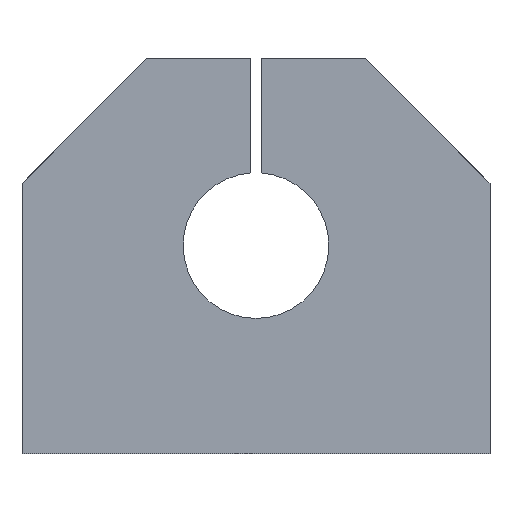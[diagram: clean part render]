
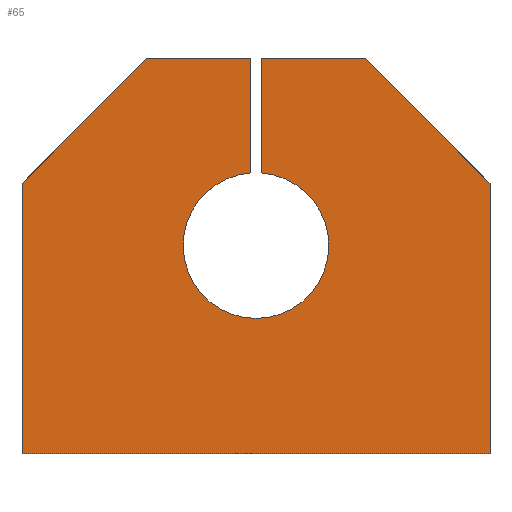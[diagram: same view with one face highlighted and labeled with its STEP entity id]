
A CAD part, front view. The second image highlights one B-rep face of the part: STEP entity #65.
In plain terms, the highlighted planar face has unit normal (0, -1, 0).
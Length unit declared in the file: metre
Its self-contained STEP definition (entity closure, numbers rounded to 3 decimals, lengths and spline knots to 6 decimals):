
#65 = ADVANCED_FACE( '', ( #149 ), #150, .F. );
#149 = FACE_OUTER_BOUND( '', #258, .T. );
#150 = PLANE( '', #259 );
#258 = EDGE_LOOP( '', ( #382, #383, #384, #385, #386, #387, #388, #389, #390, #391 ) );
#259 = AXIS2_PLACEMENT_3D( '', #392, #393, #394 );
#382 = ORIENTED_EDGE( '', *, *, #599, .T. );
#383 = ORIENTED_EDGE( '', *, *, #600, .F. );
#384 = ORIENTED_EDGE( '', *, *, #601, .F. );
#385 = ORIENTED_EDGE( '', *, *, #602, .F. );
#386 = ORIENTED_EDGE( '', *, *, #603, .F. );
#387 = ORIENTED_EDGE( '', *, *, #581, .F. );
#388 = ORIENTED_EDGE( '', *, *, #604, .F. );
#389 = ORIENTED_EDGE( '', *, *, #605, .F. );
#390 = ORIENTED_EDGE( '', *, *, #585, .T. );
#391 = ORIENTED_EDGE( '', *, *, #606, .T. );
#392 = CARTESIAN_POINT( '', ( -0.0225, -0.01, 0. ) );
#393 = DIRECTION( '', ( 0., 1., 0. ) );
#394 = DIRECTION( '', ( 0., 0., 1. ) );
#581 = EDGE_CURVE( '', #673, #675, #676, .T. );
#585 = EDGE_CURVE( '', #682, #679, #683, .T. );
#599 = EDGE_CURVE( '', #705, #706, #707, .T. );
#600 = EDGE_CURVE( '', #708, #706, #709, .T. );
#601 = EDGE_CURVE( '', #710, #708, #711, .T. );
#602 = EDGE_CURVE( '', #712, #710, #713, .T. );
#603 = EDGE_CURVE( '', #675, #712, #714, .T. );
#604 = EDGE_CURVE( '', #715, #673, #716, .T. );
#605 = EDGE_CURVE( '', #682, #715, #717, .T. );
#606 = EDGE_CURVE( '', #679, #705, #718, .T. );
#673 = VERTEX_POINT( '', #886 );
#675 = VERTEX_POINT( '', #889 );
#676 = LINE( '', #890, #891 );
#679 = VERTEX_POINT( '', #895 );
#682 = VERTEX_POINT( '', #899 );
#683 = LINE( '', #900, #901 );
#705 = VERTEX_POINT( '', #929 );
#706 = VERTEX_POINT( '', #930 );
#707 = LINE( '', #931, #932 );
#708 = VERTEX_POINT( '', #933 );
#709 = LINE( '', #934, #935 );
#710 = VERTEX_POINT( '', #936 );
#711 = LINE( '', #937, #938 );
#712 = VERTEX_POINT( '', #939 );
#713 = LINE( '', #940, #941 );
#714 = LINE( '', #942, #943 );
#715 = VERTEX_POINT( '', #944 );
#716 = LINE( '', #945, #946 );
#717 = LINE( '', #947, #948 );
#718 = CIRCLE( '', #949, 0.007 );
#886 = CARTESIAN_POINT( '', ( 0.0225, -0.01, 0.026 ) );
#889 = CARTESIAN_POINT( '', ( 0.0225, -0.01, 0. ) );
#890 = CARTESIAN_POINT( '', ( 0.0225, -0.01, 0.026 ) );
#891 = VECTOR( '', #1060, 1. );
#895 = CARTESIAN_POINT( '', ( 0.0005, -0.01, 0.026982 ) );
#899 = CARTESIAN_POINT( '', ( 0.0005, -0.01, 0.038 ) );
#900 = CARTESIAN_POINT( '', ( 0.0005, -0.01, 0.038 ) );
#901 = VECTOR( '', #1063, 1. );
#929 = CARTESIAN_POINT( '', ( -0.0005, -0.01, 0.026982 ) );
#930 = CARTESIAN_POINT( '', ( -0.0005, -0.01, 0.038 ) );
#931 = CARTESIAN_POINT( '', ( -0.0005, -0.01, 0.02 ) );
#932 = VECTOR( '', #1079, 1. );
#933 = CARTESIAN_POINT( '', ( -0.0105, -0.01, 0.038 ) );
#934 = CARTESIAN_POINT( '', ( -0.0105, -0.01, 0.038 ) );
#935 = VECTOR( '', #1080, 1. );
#936 = CARTESIAN_POINT( '', ( -0.0225, -0.01, 0.026 ) );
#937 = CARTESIAN_POINT( '', ( -0.0225, -0.01, 0.026 ) );
#938 = VECTOR( '', #1081, 1. );
#939 = CARTESIAN_POINT( '', ( -0.0225, -0.01, 0. ) );
#940 = CARTESIAN_POINT( '', ( -0.0225, -0.01, 0. ) );
#941 = VECTOR( '', #1082, 1. );
#942 = CARTESIAN_POINT( '', ( 0.0225, -0.01, 0. ) );
#943 = VECTOR( '', #1083, 1. );
#944 = CARTESIAN_POINT( '', ( 0.0105, -0.01, 0.038 ) );
#945 = CARTESIAN_POINT( '', ( 0.0105, -0.01, 0.038 ) );
#946 = VECTOR( '', #1084, 1. );
#947 = CARTESIAN_POINT( '', ( -0.0105, -0.01, 0.038 ) );
#948 = VECTOR( '', #1085, 1. );
#949 = AXIS2_PLACEMENT_3D( '', #1086, #1087, #1088 );
#1060 = DIRECTION( '', ( 0., 0., -1. ) );
#1063 = DIRECTION( '', ( 0., 0., -1. ) );
#1079 = DIRECTION( '', ( 0., 0., 1. ) );
#1080 = DIRECTION( '', ( 1., 0., 0. ) );
#1081 = DIRECTION( '', ( 0.707, 0., 0.707 ) );
#1082 = DIRECTION( '', ( 0., 0., 1. ) );
#1083 = DIRECTION( '', ( -1., 0., 0. ) );
#1084 = DIRECTION( '', ( 0.707, 0., -0.707 ) );
#1085 = DIRECTION( '', ( 1., 0., 0. ) );
#1086 = CARTESIAN_POINT( '', ( 0., -0.01, 0.02 ) );
#1087 = DIRECTION( '', ( 0., 1., 0. ) );
#1088 = DIRECTION( '', ( 1., 0., 0. ) );
